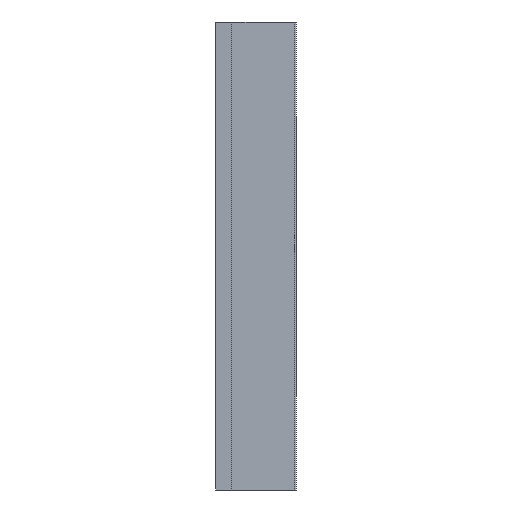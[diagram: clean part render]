
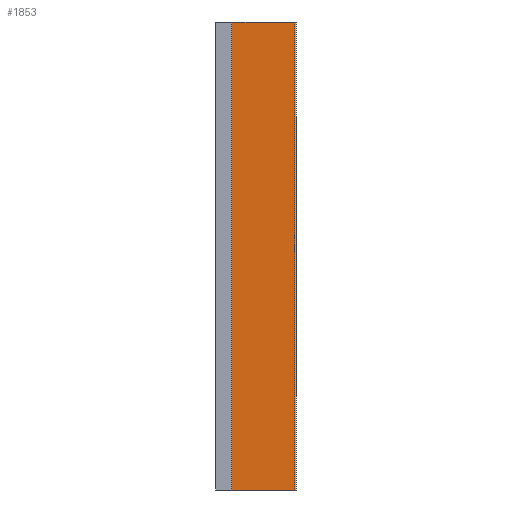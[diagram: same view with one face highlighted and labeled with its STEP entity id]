
A CAD part, left-side view. The second image highlights one B-rep face of the part: STEP entity #1853.
In plain terms, the highlighted planar face has unit normal (-1, -0.021, 0).
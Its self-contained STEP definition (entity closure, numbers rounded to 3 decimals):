
#1853=ADVANCED_FACE('',(#3337),#3339,.T.);
#3337=FACE_BOUND('',#3338,.T.);
#3338=EDGE_LOOP('',(#4569,#4570,#4571,#4572));
#3339=PLANE('',#3340);
#3340=AXIS2_PLACEMENT_3D('',#3341,#3342,#3343);
#3341=CARTESIAN_POINT('',(-281.8,-29.4,500.));
#3342=DIRECTION('',(-1.,-0.021,0.));
#3343=DIRECTION('',(-0.021,1.,0.));
#4569=ORIENTED_EDGE('',*,*,#4824,.T.);
#4570=ORIENTED_EDGE('',*,*,#5194,.T.);
#4571=ORIENTED_EDGE('',*,*,#4843,.F.);
#4572=ORIENTED_EDGE('',*,*,#5195,.F.);
#4824=EDGE_CURVE('',#5639,#5637,#5640,.F.);
#4843=EDGE_CURVE('',#5672,#5674,#5675,.T.);
#5194=EDGE_CURVE('',#5637,#5674,#6209,.T.);
#5195=EDGE_CURVE('',#5639,#5672,#6210,.T.);
#5637=VERTEX_POINT('',#7442);
#5639=VERTEX_POINT('',#7446);
#5640=LINE('',#7447,#7448);
#5672=VERTEX_POINT('',#7520);
#5674=VERTEX_POINT('',#7525);
#5675=LINE('',#7526,#7527);
#6209=LINE('',#8868,#8869);
#6210=LINE('',#8871,#8872);
#7442=CARTESIAN_POINT('',(-282.3,-6.,174.));
#7446=CARTESIAN_POINT('',(-281.8,-29.4,174.));
#7447=CARTESIAN_POINT('',(-282.3,-6.,174.));
#7448=VECTOR('',#7449,1.);
#7449=DIRECTION('',(0.021,-1.,0.));
#7520=CARTESIAN_POINT('',(-281.8,-29.4,0.));
#7525=CARTESIAN_POINT('',(-282.3,-6.,0.));
#7526=CARTESIAN_POINT('',(-281.8,-29.4,0.));
#7527=VECTOR('',#7528,1.);
#7528=DIRECTION('',(-0.021,1.,0.));
#8868=CARTESIAN_POINT('',(-282.3,-6.,174.));
#8869=VECTOR('',#8870,1.);
#8870=DIRECTION('',(0.,0.,-1.));
#8871=CARTESIAN_POINT('',(-281.8,-29.4,174.));
#8872=VECTOR('',#8873,1.);
#8873=DIRECTION('',(0.,0.,-1.));
